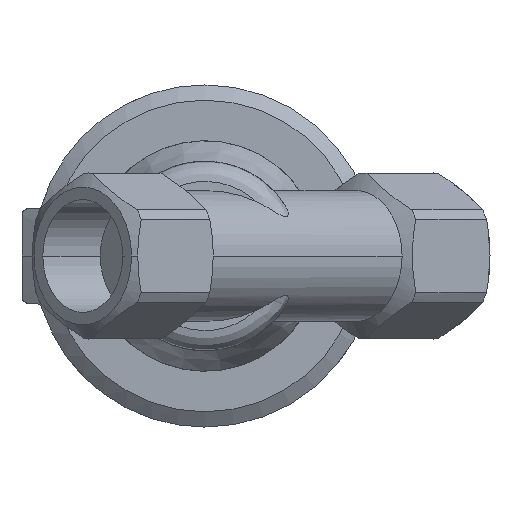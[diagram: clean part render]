
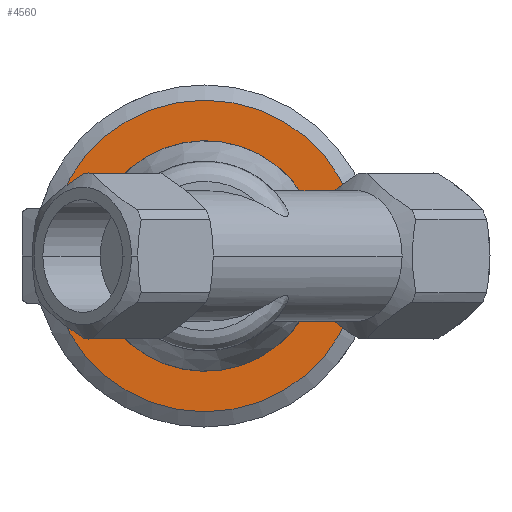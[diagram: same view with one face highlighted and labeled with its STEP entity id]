
A CAD part, front view. The second image highlights one B-rep face of the part: STEP entity #4560.
In plain terms, the highlighted planar face has unit normal (0, -1, 0).
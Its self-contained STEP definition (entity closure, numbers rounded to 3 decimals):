
#103 = AXIS2_PLACEMENT_3D ( 'NONE', #1550, #4332, #4811 ) ;
#112 = FACE_BOUND ( 'NONE', #3724, .T. ) ;
#235 = DIRECTION ( 'NONE',  ( 0., 1., 0. ) ) ;
#400 = CIRCLE ( 'NONE', #1229, 13.5 ) ;
#422 = VERTEX_POINT ( 'NONE', #1028 ) ;
#439 = CARTESIAN_POINT ( 'NONE',  ( 9.872, 25.545, 61.566 ) ) ;
#897 = DIRECTION ( 'NONE',  ( 0., 0., -1. ) ) ;
#914 = ORIENTED_EDGE ( 'NONE', *, *, #5870, .F. ) ;
#1028 = CARTESIAN_POINT ( 'NONE',  ( 9.872, 25.545, 75.066 ) ) ;
#1086 = PLANE ( 'NONE',  #103 ) ;
#1174 = FACE_OUTER_BOUND ( 'NONE', #4689, .T. ) ;
#1208 = EDGE_CURVE ( 'NONE', #2525, #422, #400, .T. ) ;
#1229 = AXIS2_PLACEMENT_3D ( 'NONE', #3030, #235, #3501 ) ;
#1550 = CARTESIAN_POINT ( 'NONE',  ( 9.872, 25.545, 61.566 ) ) ;
#1723 = AXIS2_PLACEMENT_3D ( 'NONE', #439, #3704, #897 ) ;
#1858 = AXIS2_PLACEMENT_3D ( 'NONE', #1879, #1916, #2126 ) ;
#1879 = CARTESIAN_POINT ( 'NONE',  ( 9.872, 25.545, 61.566 ) ) ;
#1916 = DIRECTION ( 'NONE',  ( 0., 1., 0. ) ) ;
#1938 = CARTESIAN_POINT ( 'NONE',  ( 32.872, 25.545, 61.566 ) ) ;
#2126 = DIRECTION ( 'NONE',  ( -1., 0., 0. ) ) ;
#2259 = ORIENTED_EDGE ( 'NONE', *, *, #2697, .F. ) ;
#2366 = CARTESIAN_POINT ( 'NONE',  ( 9.872, 25.545, 61.566 ) ) ;
#2385 = ORIENTED_EDGE ( 'NONE', *, *, #5237, .T. ) ;
#2476 = CIRCLE ( 'NONE', #3777, 23. ) ;
#2525 = VERTEX_POINT ( 'NONE', #3123 ) ;
#2697 = EDGE_CURVE ( 'NONE', #4256, #5789, #5737, .T. ) ;
#2861 = DIRECTION ( 'NONE',  ( -1., 0., 0. ) ) ;
#3030 = CARTESIAN_POINT ( 'NONE',  ( 9.872, 25.545, 61.566 ) ) ;
#3123 = CARTESIAN_POINT ( 'NONE',  ( 9.872, 25.545, 48.066 ) ) ;
#3288 = CARTESIAN_POINT ( 'NONE',  ( -13.128, 25.545, 61.566 ) ) ;
#3501 = DIRECTION ( 'NONE',  ( 0., 0., -1. ) ) ;
#3704 = DIRECTION ( 'NONE',  ( 0., 1., 0. ) ) ;
#3724 = EDGE_LOOP ( 'NONE', ( #4555, #2385 ) ) ;
#3777 = AXIS2_PLACEMENT_3D ( 'NONE', #2366, #5597, #2861 ) ;
#4256 = VERTEX_POINT ( 'NONE', #1938 ) ;
#4332 = DIRECTION ( 'NONE',  ( 0., -1., 0. ) ) ;
#4555 = ORIENTED_EDGE ( 'NONE', *, *, #1208, .T. ) ;
#4560 = ADVANCED_FACE ( 'NONE', ( #112, #1174 ), #1086, .T. ) ;
#4689 = EDGE_LOOP ( 'NONE', ( #914, #2259 ) ) ;
#4811 = DIRECTION ( 'NONE',  ( 0., 0., -1. ) ) ;
#5151 = CIRCLE ( 'NONE', #1723, 13.5 ) ;
#5237 = EDGE_CURVE ( 'NONE', #422, #2525, #5151, .T. ) ;
#5597 = DIRECTION ( 'NONE',  ( 0., 1., 0. ) ) ;
#5737 = CIRCLE ( 'NONE', #1858, 23. ) ;
#5789 = VERTEX_POINT ( 'NONE', #3288 ) ;
#5870 = EDGE_CURVE ( 'NONE', #5789, #4256, #2476, .T. ) ;
